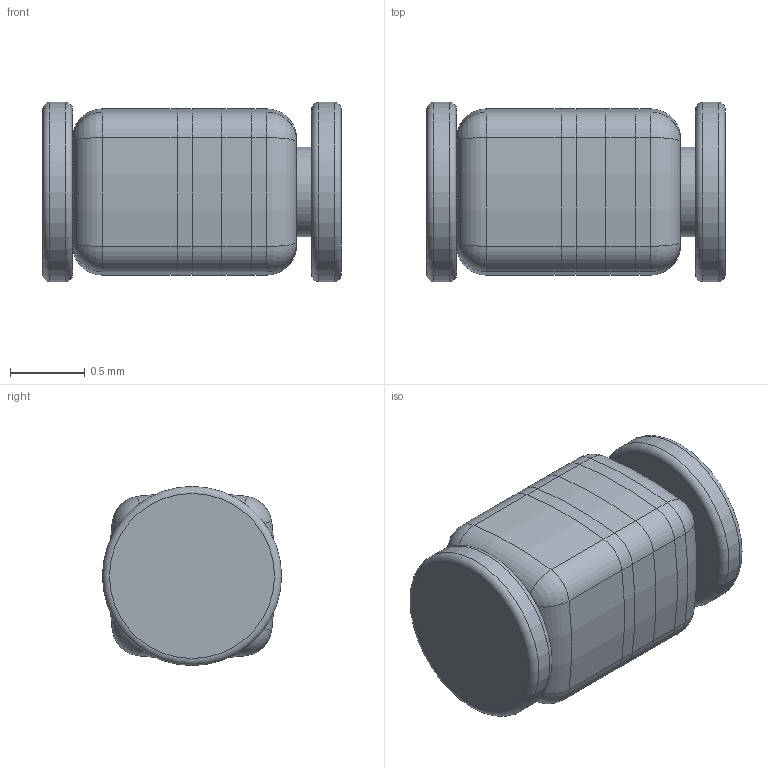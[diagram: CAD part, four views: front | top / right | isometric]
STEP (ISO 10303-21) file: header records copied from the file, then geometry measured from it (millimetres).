
FILE_DESCRIPTION(('STEP AP214'), '1');
FILE_NAME('microMELF-RED', '2016-03-04T21:56:16', ('Nobody'), (''), 'ASCON STEP Converter 1.3', 'ASCON Math Kernel', '');
FILE_SCHEMA(('AUTOMOTIVE_DESIGN { 1 0 10303 214 3 1 1}'));
Length unit declared in the file: millimetre
Bounding box: 2 x 1.2 x 1.2 mm (x, y, z)
Volume: 2.2 mm3; surface area: 14 mm2
Topology: 3 solids, 3 shells, 72 faces, 148 edges, 78 vertices
Faces by surface type: cylinder 44, torus 12, plane 8, sphere 8
Full cylindrical faces by diameter (mm): 0.6 x2, 1.2 x2
Entity records: 2395 total; most frequent: DIRECTION 362, CARTESIAN_POINT 273, ORIENTED_EDGE 248, AXIS2_PLACEMENT_3D 157, EDGE_CURVE 124, CIRCLE 84, EDGE_LOOP 82, COLOUR_RGB 77
